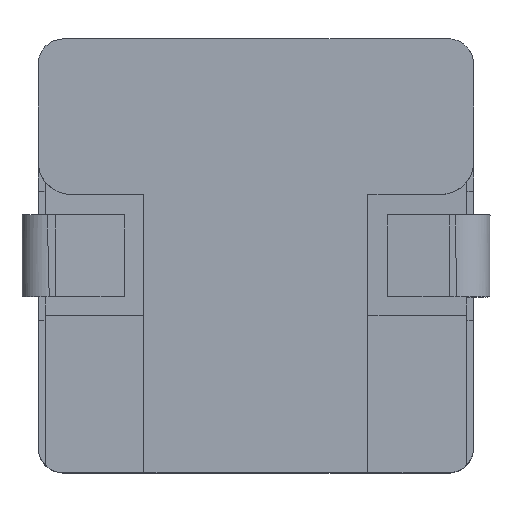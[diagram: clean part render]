
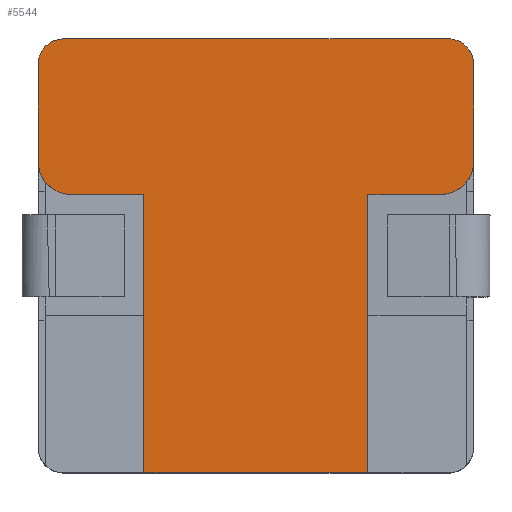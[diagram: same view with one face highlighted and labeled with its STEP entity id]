
A CAD part, top view. The second image highlights one B-rep face of the part: STEP entity #5544.
In plain terms, the highlighted planar face has unit normal (0, 0, 1).
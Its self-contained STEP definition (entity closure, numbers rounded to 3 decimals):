
#86=(
BOUNDED_CURVE()
B_SPLINE_CURVE(3,(#7606,#7607,#7608,#7609),.CIRCULAR_ARC.,.F.,.F.)
B_SPLINE_CURVE_WITH_KNOTS((4,4),(0.,1.),.UNSPECIFIED.)
CURVE()
GEOMETRIC_REPRESENTATION_ITEM()
RATIONAL_B_SPLINE_CURVE((1.,0.805,0.805,1.))
REPRESENTATION_ITEM('')
);
#93=(
BOUNDED_CURVE()
B_SPLINE_CURVE(3,(#7723,#7724,#7725,#7726),.CIRCULAR_ARC.,.F.,.F.)
B_SPLINE_CURVE_WITH_KNOTS((4,4),(0.,1.),.UNSPECIFIED.)
CURVE()
GEOMETRIC_REPRESENTATION_ITEM()
RATIONAL_B_SPLINE_CURVE((1.,0.805,0.805,1.))
REPRESENTATION_ITEM('')
);
#94=(
BOUNDED_CURVE()
B_SPLINE_CURVE(3,(#7730,#7731,#7732,#7733),.CIRCULAR_ARC.,.F.,.F.)
B_SPLINE_CURVE_WITH_KNOTS((4,4),(0.,1.),.UNSPECIFIED.)
CURVE()
GEOMETRIC_REPRESENTATION_ITEM()
RATIONAL_B_SPLINE_CURVE((1.,0.805,0.805,1.))
REPRESENTATION_ITEM('')
);
#95=(
BOUNDED_CURVE()
B_SPLINE_CURVE(3,(#7737,#7738,#7739,#7740),.CIRCULAR_ARC.,.F.,.F.)
B_SPLINE_CURVE_WITH_KNOTS((4,4),(0.,1.),.UNSPECIFIED.)
CURVE()
GEOMETRIC_REPRESENTATION_ITEM()
RATIONAL_B_SPLINE_CURVE((1.,0.805,0.805,1.))
REPRESENTATION_ITEM('')
);
#174=LINE('',#7551,#534);
#177=LINE('',#7557,#537);
#212=LINE('',#7657,#572);
#214=LINE('',#7661,#574);
#234=LINE('',#7728,#594);
#235=LINE('',#7735,#595);
#236=LINE('',#7742,#596);
#237=LINE('',#7743,#597);
#534=VECTOR('',#5997,1000.);
#537=VECTOR('',#6002,1000.);
#572=VECTOR('',#6055,1000.);
#574=VECTOR('',#6059,1000.);
#594=VECTOR('',#6095,1000.);
#595=VECTOR('',#6096,1000.);
#596=VECTOR('',#6097,1000.);
#597=VECTOR('',#6098,1000.);
#1177=ORIENTED_EDGE('',*,*,#2278,.F.);
#1178=ORIENTED_EDGE('',*,*,#2279,.T.);
#1179=ORIENTED_EDGE('',*,*,#2280,.F.);
#1180=ORIENTED_EDGE('',*,*,#2281,.T.);
#1181=ORIENTED_EDGE('',*,*,#2282,.F.);
#1182=ORIENTED_EDGE('',*,*,#2232,.F.);
#1183=ORIENTED_EDGE('',*,*,#2213,.F.);
#1184=ORIENTED_EDGE('',*,*,#2252,.F.);
#1185=ORIENTED_EDGE('',*,*,#2283,.F.);
#1186=ORIENTED_EDGE('',*,*,#2254,.F.);
#1187=ORIENTED_EDGE('',*,*,#2210,.F.);
#1188=ORIENTED_EDGE('',*,*,#2277,.F.);
#2210=EDGE_CURVE('',#2788,#2787,#174,.T.);
#2213=EDGE_CURVE('',#2790,#2789,#177,.T.);
#2232=EDGE_CURVE('',#2789,#2809,#86,.T.);
#2252=EDGE_CURVE('',#2821,#2790,#212,.T.);
#2254=EDGE_CURVE('',#2787,#2822,#214,.T.);
#2277=EDGE_CURVE('',#2834,#2788,#93,.T.);
#2278=EDGE_CURVE('',#2835,#2834,#234,.T.);
#2279=EDGE_CURVE('',#2835,#2836,#94,.T.);
#2280=EDGE_CURVE('',#2837,#2836,#235,.T.);
#2281=EDGE_CURVE('',#2837,#2838,#95,.T.);
#2282=EDGE_CURVE('',#2809,#2838,#236,.T.);
#2283=EDGE_CURVE('',#2822,#2821,#237,.T.);
#2787=VERTEX_POINT('',#7548);
#2788=VERTEX_POINT('',#7550);
#2789=VERTEX_POINT('',#7554);
#2790=VERTEX_POINT('',#7556);
#2809=VERTEX_POINT('',#7610);
#2821=VERTEX_POINT('',#7658);
#2822=VERTEX_POINT('',#7662);
#2834=VERTEX_POINT('',#7722);
#2835=VERTEX_POINT('',#7729);
#2836=VERTEX_POINT('',#7734);
#2837=VERTEX_POINT('',#7736);
#2838=VERTEX_POINT('',#7741);
#3279=EDGE_LOOP('',(#1177,#1178,#1179,#1180,#1181,#1182,#1183,#1184,#1185,
#1186,#1187,#1188));
#3534=FACE_BOUND('',#3279,.T.);
#3758=PLANE('',#5767);
#5544=ADVANCED_FACE('',(#3534),#3758,.F.);
#5767=AXIS2_PLACEMENT_3D('',#7727,#6093,#6094);
#5997=DIRECTION('',(-1.,0.,0.));
#6002=DIRECTION('',(-1.,0.,0.));
#6055=DIRECTION('',(0.,1.,0.));
#6059=DIRECTION('',(0.,-1.,0.));
#6093=DIRECTION('',(0.,0.,-1.));
#6094=DIRECTION('',(0.,1.,0.));
#6095=DIRECTION('',(0.,-1.,0.));
#6096=DIRECTION('',(1.,0.,0.));
#6097=DIRECTION('',(0.,1.,0.));
#6098=DIRECTION('',(-1.,0.,0.));
#7548=CARTESIAN_POINT('',(3.286,1.795,8.022));
#7550=CARTESIAN_POINT('',(5.388,1.795,8.022));
#7551=CARTESIAN_POINT('',(5.388,1.795,8.022));
#7554=CARTESIAN_POINT('',(-5.388,1.795,8.022));
#7556=CARTESIAN_POINT('',(-3.286,1.795,8.022));
#7557=CARTESIAN_POINT('',(-2.594,1.795,8.022));
#7606=CARTESIAN_POINT('',(-5.388,1.795,8.022));
#7607=CARTESIAN_POINT('',(-5.973,1.795,8.022));
#7608=CARTESIAN_POINT('',(-6.386,2.186,8.022));
#7609=CARTESIAN_POINT('',(-6.386,2.739,8.022));
#7610=CARTESIAN_POINT('',(-6.386,2.739,8.022));
#7657=CARTESIAN_POINT('',(-3.286,-6.045,8.022));
#7658=CARTESIAN_POINT('',(-3.286,-6.366,8.022));
#7661=CARTESIAN_POINT('',(3.286,1.795,8.022));
#7662=CARTESIAN_POINT('',(3.286,-6.366,8.022));
#7722=CARTESIAN_POINT('',(6.386,2.739,8.022));
#7723=CARTESIAN_POINT('',(6.386,2.739,8.022));
#7724=CARTESIAN_POINT('',(6.386,2.186,8.022));
#7725=CARTESIAN_POINT('',(5.973,1.795,8.022));
#7726=CARTESIAN_POINT('',(5.388,1.795,8.022));
#7727=CARTESIAN_POINT('',(-5.388,2.739,8.022));
#7728=CARTESIAN_POINT('',(6.386,2.739,8.022));
#7729=CARTESIAN_POINT('',(6.386,5.636,8.022));
#7730=CARTESIAN_POINT('',(6.386,5.636,8.022));
#7731=CARTESIAN_POINT('',(6.386,6.063,8.022));
#7732=CARTESIAN_POINT('',(6.076,6.366,8.022));
#7733=CARTESIAN_POINT('',(5.639,6.366,8.022));
#7734=CARTESIAN_POINT('',(5.639,6.366,8.022));
#7735=CARTESIAN_POINT('',(5.388,6.366,8.022));
#7736=CARTESIAN_POINT('',(-5.639,6.366,8.022));
#7737=CARTESIAN_POINT('',(-5.639,6.366,8.022));
#7738=CARTESIAN_POINT('',(-6.076,6.366,8.022));
#7739=CARTESIAN_POINT('',(-6.386,6.063,8.022));
#7740=CARTESIAN_POINT('',(-6.386,5.636,8.022));
#7741=CARTESIAN_POINT('',(-6.386,5.636,8.022));
#7742=CARTESIAN_POINT('',(-6.386,5.101,8.022));
#7743=CARTESIAN_POINT('',(-5.188,-6.366,8.022));
